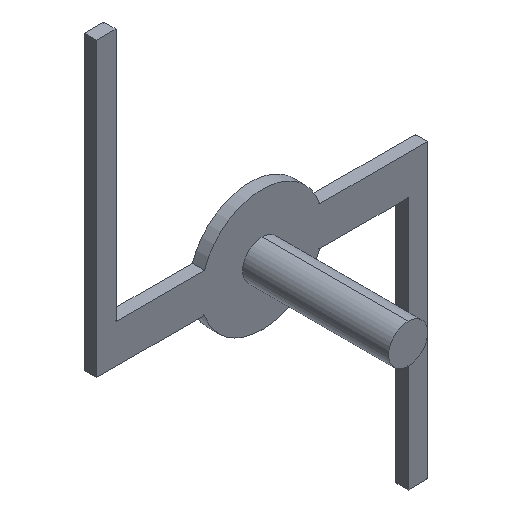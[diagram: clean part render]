
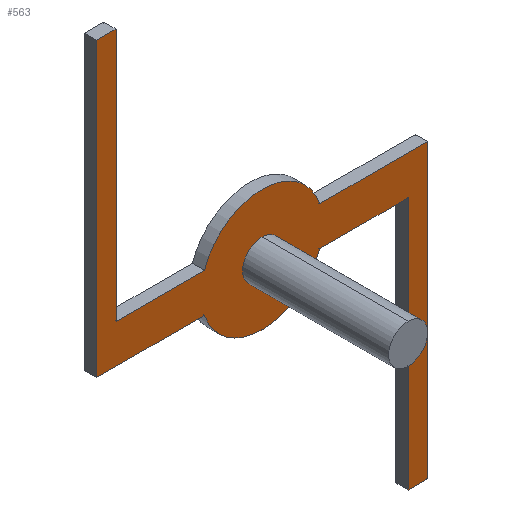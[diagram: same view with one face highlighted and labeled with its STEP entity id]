
A CAD part, isometric view. The second image highlights one B-rep face of the part: STEP entity #563.
In plain terms, the highlighted planar face has unit normal (0, -1, 0).
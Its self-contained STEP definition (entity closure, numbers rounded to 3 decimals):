
#9 = VECTOR ( 'NONE', #450, 1000. ) ;
#11 = EDGE_CURVE ( 'NONE', #518, #391, #554, .T. ) ;
#12 = CARTESIAN_POINT ( 'NONE',  ( 0., 30., 0. ) ) ;
#21 = VECTOR ( 'NONE', #455, 1000. ) ;
#23 = CIRCLE ( 'NONE', #285, 12.5 ) ;
#25 = ORIENTED_EDGE ( 'NONE', *, *, #142, .F. ) ;
#28 = VERTEX_POINT ( 'NONE', #33 ) ;
#29 = EDGE_CURVE ( 'NONE', #459, #121, #120, .T. ) ;
#30 = LINE ( 'NONE', #122, #353 ) ;
#33 = CARTESIAN_POINT ( 'NONE',  ( 0., 30., 4. ) ) ;
#34 = VECTOR ( 'NONE', #366, 1000. ) ;
#36 = CARTESIAN_POINT ( 'NONE',  ( -30., 30., 4. ) ) ;
#49 = DIRECTION ( 'NONE',  ( 1., 0., 0. ) ) ;
#50 = EDGE_CURVE ( 'NONE', #349, #596, #84, .T. ) ;
#59 = CARTESIAN_POINT ( 'NONE',  ( 11.843, 30., 4. ) ) ;
#81 = CARTESIAN_POINT ( 'NONE',  ( 34., 30., 4. ) ) ;
#84 = LINE ( 'NONE', #221, #21 ) ;
#87 = DIRECTION ( 'NONE',  ( 0., 1., 0. ) ) ;
#93 = EDGE_CURVE ( 'NONE', #262, #518, #599, .T. ) ;
#102 = CIRCLE ( 'NONE', #232, 4. ) ;
#104 = FACE_BOUND ( 'NONE', #558, .T. ) ;
#107 = EDGE_CURVE ( 'NONE', #28, #612, #102, .T. ) ;
#109 = CARTESIAN_POINT ( 'NONE',  ( -30., 30., 56. ) ) ;
#110 = ORIENTED_EDGE ( 'NONE', *, *, #316, .F. ) ;
#115 = ORIENTED_EDGE ( 'NONE', *, *, #372, .F. ) ;
#117 = EDGE_CURVE ( 'NONE', #403, #565, #30, .T. ) ;
#120 = LINE ( 'NONE', #498, #9 ) ;
#121 = VERTEX_POINT ( 'NONE', #502 ) ;
#122 = CARTESIAN_POINT ( 'NONE',  ( -34., 30., 56. ) ) ;
#124 = AXIS2_PLACEMENT_3D ( 'NONE', #315, #295, #196 ) ;
#127 = ORIENTED_EDGE ( 'NONE', *, *, #107, .T. ) ;
#133 = ORIENTED_EDGE ( 'NONE', *, *, #472, .F. ) ;
#135 = DIRECTION ( 'NONE',  ( 0., 0., 1. ) ) ;
#142 = EDGE_CURVE ( 'NONE', #359, #349, #550, .T. ) ;
#143 = DIRECTION ( 'NONE',  ( 0., 0., 1. ) ) ;
#153 = CARTESIAN_POINT ( 'NONE',  ( 11.843, 30., -4. ) ) ;
#161 = ORIENTED_EDGE ( 'NONE', *, *, #93, .F. ) ;
#164 = CARTESIAN_POINT ( 'NONE',  ( -11.843, 30., 4. ) ) ;
#165 = ORIENTED_EDGE ( 'NONE', *, *, #117, .F. ) ;
#172 = VERTEX_POINT ( 'NONE', #342 ) ;
#181 = EDGE_LOOP ( 'NONE', ( #470, #25, #568, #234, #161, #503, #165, #115, #468, #110, #319, #337, #133 ) ) ;
#190 = VECTOR ( 'NONE', #395, 1000. ) ;
#193 = CARTESIAN_POINT ( 'NONE',  ( 0., 30., -4. ) ) ;
#195 = CIRCLE ( 'NONE', #124, 12.5 ) ;
#196 = DIRECTION ( 'NONE',  ( 0., 0., 1. ) ) ;
#210 = DIRECTION ( 'NONE',  ( 0., 1., 0. ) ) ;
#220 = VECTOR ( 'NONE', #606, 1000. ) ;
#221 = CARTESIAN_POINT ( 'NONE',  ( 30., 30., -56. ) ) ;
#225 = CARTESIAN_POINT ( 'NONE',  ( 0., 30., 0. ) ) ;
#227 = CARTESIAN_POINT ( 'NONE',  ( 0., 30., 0. ) ) ;
#232 = AXIS2_PLACEMENT_3D ( 'NONE', #549, #564, #135 ) ;
#234 = ORIENTED_EDGE ( 'NONE', *, *, #11, .F. ) ;
#235 = DIRECTION ( 'NONE',  ( 0., 1., 0. ) ) ;
#252 = DIRECTION ( 'NONE',  ( -1., 0., 0. ) ) ;
#262 = VERTEX_POINT ( 'NONE', #36 ) ;
#263 = VECTOR ( 'NONE', #49, 1000. ) ;
#266 = EDGE_CURVE ( 'NONE', #172, #312, #491, .T. ) ;
#270 = CARTESIAN_POINT ( 'NONE',  ( 34., 30., 4. ) ) ;
#276 = AXIS2_PLACEMENT_3D ( 'NONE', #511, #87, #279 ) ;
#279 = DIRECTION ( 'NONE',  ( 0., 0., 1. ) ) ;
#285 = AXIS2_PLACEMENT_3D ( 'NONE', #227, #235, #143 ) ;
#287 = CARTESIAN_POINT ( 'NONE',  ( -11.843, 30., 4. ) ) ;
#294 = VECTOR ( 'NONE', #252, 1000. ) ;
#295 = DIRECTION ( 'NONE',  ( 0., 1., 0. ) ) ;
#305 = DIRECTION ( 'NONE',  ( 0., 0., 1. ) ) ;
#312 = VERTEX_POINT ( 'NONE', #153 ) ;
#315 = CARTESIAN_POINT ( 'NONE',  ( 0., 30., 0. ) ) ;
#316 = EDGE_CURVE ( 'NONE', #561, #459, #195, .T. ) ;
#319 = ORIENTED_EDGE ( 'NONE', *, *, #428, .F. ) ;
#321 = DIRECTION ( 'NONE',  ( 1., 0., 0. ) ) ;
#329 = CARTESIAN_POINT ( 'NONE',  ( 34., 30., 4. ) ) ;
#330 = FACE_OUTER_BOUND ( 'NONE', #181, .T. ) ;
#332 = CARTESIAN_POINT ( 'NONE',  ( 30., 30., -56. ) ) ;
#333 = EDGE_CURVE ( 'NONE', #565, #262, #486, .T. ) ;
#337 = ORIENTED_EDGE ( 'NONE', *, *, #266, .F. ) ;
#339 = DIRECTION ( 'NONE',  ( 0., 1., 0. ) ) ;
#342 = CARTESIAN_POINT ( 'NONE',  ( 30., 30., -4. ) ) ;
#343 = AXIS2_PLACEMENT_3D ( 'NONE', #12, #339, #579 ) ;
#345 = LINE ( 'NONE', #437, #190 ) ;
#349 = VERTEX_POINT ( 'NONE', #589 ) ;
#353 = VECTOR ( 'NONE', #321, 1000. ) ;
#358 = DIRECTION ( 'NONE',  ( 0., 0., -1. ) ) ;
#359 = VERTEX_POINT ( 'NONE', #81 ) ;
#363 = CARTESIAN_POINT ( 'NONE',  ( 30., 30., -4. ) ) ;
#364 = DIRECTION ( 'NONE',  ( 1., 0., 0. ) ) ;
#366 = DIRECTION ( 'NONE',  ( 0., 0., 1. ) ) ;
#372 = EDGE_CURVE ( 'NONE', #121, #403, #345, .T. ) ;
#388 = CARTESIAN_POINT ( 'NONE',  ( -30., 30., 4. ) ) ;
#391 = VERTEX_POINT ( 'NONE', #59 ) ;
#395 = DIRECTION ( 'NONE',  ( 0., 0., 1. ) ) ;
#403 = VERTEX_POINT ( 'NONE', #539 ) ;
#415 = CARTESIAN_POINT ( 'NONE',  ( 30., 30., -4. ) ) ;
#419 = LINE ( 'NONE', #363, #34 ) ;
#428 = EDGE_CURVE ( 'NONE', #312, #561, #23, .T. ) ;
#437 = CARTESIAN_POINT ( 'NONE',  ( -34., 30., -4. ) ) ;
#450 = DIRECTION ( 'NONE',  ( -1., 0., 0. ) ) ;
#455 = DIRECTION ( 'NONE',  ( -1., 0., 0. ) ) ;
#459 = VERTEX_POINT ( 'NONE', #521 ) ;
#465 = CIRCLE ( 'NONE', #276, 4. ) ;
#468 = ORIENTED_EDGE ( 'NONE', *, *, #29, .F. ) ;
#470 = ORIENTED_EDGE ( 'NONE', *, *, #50, .F. ) ;
#472 = EDGE_CURVE ( 'NONE', #596, #172, #419, .T. ) ;
#474 = ORIENTED_EDGE ( 'NONE', *, *, #544, .T. ) ;
#477 = EDGE_CURVE ( 'NONE', #391, #359, #569, .T. ) ;
#479 = PLANE ( 'NONE',  #343 ) ;
#486 = LINE ( 'NONE', #388, #220 ) ;
#491 = LINE ( 'NONE', #415, #294 ) ;
#498 = CARTESIAN_POINT ( 'NONE',  ( -11.843, 30., -4. ) ) ;
#499 = AXIS2_PLACEMENT_3D ( 'NONE', #225, #210, #305 ) ;
#502 = CARTESIAN_POINT ( 'NONE',  ( -34., 30., -4. ) ) ;
#503 = ORIENTED_EDGE ( 'NONE', *, *, #333, .F. ) ;
#511 = CARTESIAN_POINT ( 'NONE',  ( 0., 30., 0. ) ) ;
#518 = VERTEX_POINT ( 'NONE', #287 ) ;
#521 = CARTESIAN_POINT ( 'NONE',  ( -11.843, 30., -4. ) ) ;
#536 = CARTESIAN_POINT ( 'NONE',  ( 0., 30., -12.5 ) ) ;
#539 = CARTESIAN_POINT ( 'NONE',  ( -34., 30., 56. ) ) ;
#544 = EDGE_CURVE ( 'NONE', #612, #28, #465, .T. ) ;
#549 = CARTESIAN_POINT ( 'NONE',  ( 0., 30., 0. ) ) ;
#550 = LINE ( 'NONE', #270, #604 ) ;
#554 = CIRCLE ( 'NONE', #499, 12.5 ) ;
#558 = EDGE_LOOP ( 'NONE', ( #474, #127 ) ) ;
#561 = VERTEX_POINT ( 'NONE', #536 ) ;
#563 = ADVANCED_FACE ( 'NONE', ( #104, #330 ), #479, .F. ) ;
#564 = DIRECTION ( 'NONE',  ( 0., 1., 0. ) ) ;
#565 = VERTEX_POINT ( 'NONE', #109 ) ;
#568 = ORIENTED_EDGE ( 'NONE', *, *, #477, .F. ) ;
#569 = LINE ( 'NONE', #329, #263 ) ;
#579 = DIRECTION ( 'NONE',  ( 0., 0., 1. ) ) ;
#589 = CARTESIAN_POINT ( 'NONE',  ( 34., 30., -56. ) ) ;
#591 = VECTOR ( 'NONE', #364, 1000. ) ;
#596 = VERTEX_POINT ( 'NONE', #332 ) ;
#599 = LINE ( 'NONE', #164, #591 ) ;
#604 = VECTOR ( 'NONE', #358, 1000. ) ;
#606 = DIRECTION ( 'NONE',  ( 0., 0., -1. ) ) ;
#612 = VERTEX_POINT ( 'NONE', #193 ) ;
